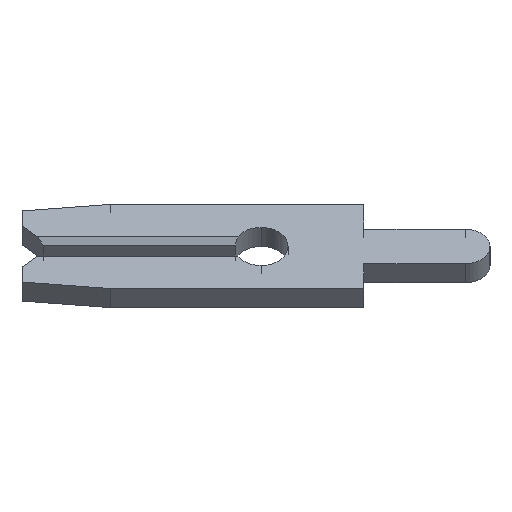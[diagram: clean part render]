
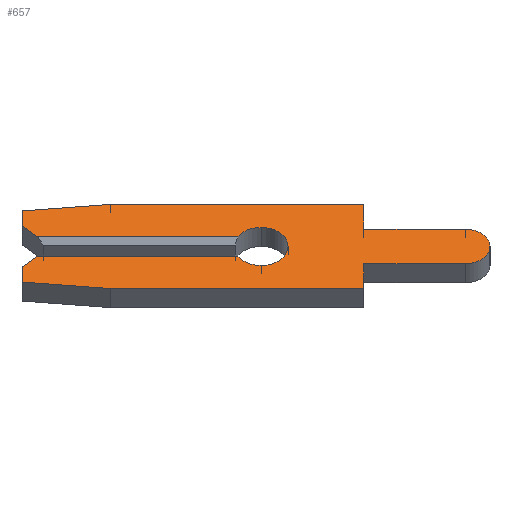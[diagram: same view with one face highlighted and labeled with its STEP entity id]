
A CAD part, left-side view. The second image highlights one B-rep face of the part: STEP entity #657.
In plain terms, the highlighted face is planar.
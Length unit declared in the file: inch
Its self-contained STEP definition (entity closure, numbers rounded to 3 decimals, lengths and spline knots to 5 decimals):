
#27 = DIRECTION ( 'NONE',  ( 1., 0., 0. ) ) ;
#33 = CARTESIAN_POINT ( 'NONE',  ( -0.013, 0., 0. ) ) ;
#34 = VECTOR ( 'NONE', #1321, 39.37008 ) ;
#39 = EDGE_CURVE ( 'NONE', #685, #1228, #485, .T. ) ;
#56 = VERTEX_POINT ( 'NONE', #1337 ) ;
#57 = VERTEX_POINT ( 'NONE', #834 ) ;
#78 = CARTESIAN_POINT ( 'NONE',  ( -0.013, 0.146, -0.0575 ) ) ;
#89 = VERTEX_POINT ( 'NONE', #823 ) ;
#105 = CARTESIAN_POINT ( 'NONE',  ( -0.013, -0.099, 0.0575 ) ) ;
#109 = CARTESIAN_POINT ( 'NONE',  ( -0.013, 0.02252, -0.013 ) ) ;
#118 = VERTEX_POINT ( 'NONE', #1218 ) ;
#138 = VECTOR ( 'NONE', #1384, 39.37008 ) ;
#139 = ORIENTED_EDGE ( 'NONE', *, *, #547, .F. ) ;
#143 = CARTESIAN_POINT ( 'NONE',  ( -0.013, -0.1975, -0.0235 ) ) ;
#148 = DIRECTION ( 'NONE',  ( 0., -1., 0. ) ) ;
#153 = DIRECTION ( 'NONE',  ( 0., -1., 0. ) ) ;
#159 = DIRECTION ( 'NONE',  ( 0., 0., -1. ) ) ;
#180 = ORIENTED_EDGE ( 'NONE', *, *, #1318, .F. ) ;
#187 = CIRCLE ( 'NONE', #307, 0.026 ) ;
#189 = LINE ( 'NONE', #1464, #865 ) ;
#196 = ORIENTED_EDGE ( 'NONE', *, *, #1009, .F. ) ;
#237 = VERTEX_POINT ( 'NONE', #491 ) ;
#247 = VERTEX_POINT ( 'NONE', #105 ) ;
#249 = LINE ( 'NONE', #897, #1449 ) ;
#252 = EDGE_CURVE ( 'NONE', #118, #1116, #575, .T. ) ;
#267 = VECTOR ( 'NONE', #159, 39.37008 ) ;
#270 = CARTESIAN_POINT ( 'NONE',  ( -0.013, 0.231, -0.04857 ) ) ;
#276 = DIRECTION ( 'NONE',  ( 0., 0.995, 0.105 ) ) ;
#300 = VERTEX_POINT ( 'NONE', #109 ) ;
#304 = LINE ( 'NONE', #270, #650 ) ;
#307 = AXIS2_PLACEMENT_3D ( 'NONE', #33, #1572, #1284 ) ;
#324 = ORIENTED_EDGE ( 'NONE', *, *, #39, .F. ) ;
#359 = EDGE_LOOP ( 'NONE', ( #391, #196, #1632, #920, #502, #1091, #324, #1276, #1036, #1158, #1071, #180, #469, #627, #1621, #139, #400, #1421 ) ) ;
#360 = EDGE_CURVE ( 'NONE', #300, #237, #1446, .T. ) ;
#364 = AXIS2_PLACEMENT_3D ( 'NONE', #374, #1132, #1000 ) ;
#374 = CARTESIAN_POINT ( 'NONE',  ( -0.013, -0.1975, 0. ) ) ;
#391 = ORIENTED_EDGE ( 'NONE', *, *, #1379, .T. ) ;
#394 = LINE ( 'NONE', #661, #267 ) ;
#400 = ORIENTED_EDGE ( 'NONE', *, *, #1092, .F. ) ;
#443 = EDGE_CURVE ( 'NONE', #57, #755, #1222, .T. ) ;
#461 = EDGE_CURVE ( 'NONE', #1629, #300, #249, .T. ) ;
#469 = ORIENTED_EDGE ( 'NONE', *, *, #443, .F. ) ;
#472 = LINE ( 'NONE', #756, #1487 ) ;
#485 = LINE ( 'NONE', #1605, #1026 ) ;
#486 = EDGE_CURVE ( 'NONE', #520, #118, #1073, .T. ) ;
#491 = CARTESIAN_POINT ( 'NONE',  ( -0.013, 0., -0.026 ) ) ;
#502 = ORIENTED_EDGE ( 'NONE', *, *, #461, .F. ) ;
#520 = VERTEX_POINT ( 'NONE', #143 ) ;
#525 = CARTESIAN_POINT ( 'NONE',  ( -0.013, 0., 0.026 ) ) ;
#535 = LINE ( 'NONE', #616, #620 ) ;
#537 = CARTESIAN_POINT ( 'NONE',  ( -0.013, -0.1975, 0.0235 ) ) ;
#547 = EDGE_CURVE ( 'NONE', #56, #1485, #472, .T. ) ;
#554 = EDGE_CURVE ( 'NONE', #1049, #685, #304, .T. ) ;
#563 = CARTESIAN_POINT ( 'NONE',  ( -0.013, 0., 0. ) ) ;
#569 = PLANE ( 'NONE',  #1038 ) ;
#575 = LINE ( 'NONE', #999, #138 ) ;
#584 = CIRCLE ( 'NONE', #364, 0.0235 ) ;
#616 = CARTESIAN_POINT ( 'NONE',  ( -0.013, 0.146, -0.0575 ) ) ;
#620 = VECTOR ( 'NONE', #1508, 39.37008 ) ;
#627 = ORIENTED_EDGE ( 'NONE', *, *, #804, .F. ) ;
#631 = VECTOR ( 'NONE', #153, 39.37008 ) ;
#632 = VECTOR ( 'NONE', #888, 39.37008 ) ;
#650 = VECTOR ( 'NONE', #276, 39.37008 ) ;
#657 = ADVANCED_FACE ( 'NONE', ( #972 ), #569, .F. ) ;
#661 = CARTESIAN_POINT ( 'NONE',  ( -0.013, -0.099, 0.0575 ) ) ;
#685 = VERTEX_POINT ( 'NONE', #1060 ) ;
#696 = DIRECTION ( 'NONE',  ( 0., 0., 1. ) ) ;
#711 = CARTESIAN_POINT ( 'NONE',  ( -0.013, 0.231, -0.028 ) ) ;
#720 = EDGE_CURVE ( 'NONE', #237, #859, #187, .T. ) ;
#723 = VERTEX_POINT ( 'NONE', #1417 ) ;
#730 = VECTOR ( 'NONE', #1549, 39.37008 ) ;
#741 = EDGE_CURVE ( 'NONE', #794, #89, #1404, .T. ) ;
#755 = VERTEX_POINT ( 'NONE', #537 ) ;
#756 = CARTESIAN_POINT ( 'NONE',  ( -0.013, 0.231, 0.04857 ) ) ;
#780 = CARTESIAN_POINT ( 'NONE',  ( -0.013, 0.216, 0.013 ) ) ;
#794 = VERTEX_POINT ( 'NONE', #780 ) ;
#804 = EDGE_CURVE ( 'NONE', #247, #57, #394, .T. ) ;
#823 = CARTESIAN_POINT ( 'NONE',  ( -0.013, 0.231, 0.028 ) ) ;
#828 = CARTESIAN_POINT ( 'NONE',  ( -0.013, -0.099, -0.0575 ) ) ;
#830 = DIRECTION ( 'NONE',  ( 0., 0., 1. ) ) ;
#834 = CARTESIAN_POINT ( 'NONE',  ( -0.013, -0.099, 0.0235 ) ) ;
#851 = DIRECTION ( 'NONE',  ( 0., 0., -1. ) ) ;
#859 = VERTEX_POINT ( 'NONE', #525 ) ;
#865 = VECTOR ( 'NONE', #696, 39.37008 ) ;
#884 = AXIS2_PLACEMENT_3D ( 'NONE', #1493, #1625, #851 ) ;
#886 = LINE ( 'NONE', #896, #1354 ) ;
#888 = DIRECTION ( 'NONE',  ( 0., 1., 0. ) ) ;
#893 = DIRECTION ( 'NONE',  ( 0., -0.995, 0.105 ) ) ;
#896 = CARTESIAN_POINT ( 'NONE',  ( -0.013, 0.2105, -0.0075 ) ) ;
#897 = CARTESIAN_POINT ( 'NONE',  ( -0.013, 0., -0.013 ) ) ;
#920 = ORIENTED_EDGE ( 'NONE', *, *, #360, .F. ) ;
#972 = FACE_OUTER_BOUND ( 'NONE', #359, .T. ) ;
#985 = EDGE_CURVE ( 'NONE', #1485, #247, #1570, .T. ) ;
#999 = CARTESIAN_POINT ( 'NONE',  ( -0.013, -0.099, -0.0575 ) ) ;
#1000 = DIRECTION ( 'NONE',  ( 0., 0., 1. ) ) ;
#1009 = EDGE_CURVE ( 'NONE', #859, #723, #1548, .T. ) ;
#1026 = VECTOR ( 'NONE', #830, 39.37008 ) ;
#1033 = CARTESIAN_POINT ( 'NONE',  ( -0.013, 0.146, 0.0575 ) ) ;
#1036 = ORIENTED_EDGE ( 'NONE', *, *, #1227, .F. ) ;
#1038 = AXIS2_PLACEMENT_3D ( 'NONE', #1309, #27, #1560 ) ;
#1046 = CARTESIAN_POINT ( 'NONE',  ( -0.013, 0.2105, 0.0075 ) ) ;
#1049 = VERTEX_POINT ( 'NONE', #78 ) ;
#1057 = LINE ( 'NONE', #1125, #1258 ) ;
#1060 = CARTESIAN_POINT ( 'NONE',  ( -0.013, 0.231, -0.04857 ) ) ;
#1071 = ORIENTED_EDGE ( 'NONE', *, *, #486, .F. ) ;
#1073 = LINE ( 'NONE', #1517, #632 ) ;
#1091 = ORIENTED_EDGE ( 'NONE', *, *, #1578, .F. ) ;
#1092 = EDGE_CURVE ( 'NONE', #89, #56, #189, .T. ) ;
#1116 = VERTEX_POINT ( 'NONE', #828 ) ;
#1120 = DIRECTION ( 'NONE',  ( 0., -1., 0. ) ) ;
#1125 = CARTESIAN_POINT ( 'NONE',  ( -0.013, 0.231, 0.013 ) ) ;
#1132 = DIRECTION ( 'NONE',  ( 1., 0., 0. ) ) ;
#1147 = CARTESIAN_POINT ( 'NONE',  ( -0.013, -0.099, 0.0235 ) ) ;
#1158 = ORIENTED_EDGE ( 'NONE', *, *, #252, .F. ) ;
#1208 = CARTESIAN_POINT ( 'NONE',  ( -0.013, 0.146, 0.0575 ) ) ;
#1218 = CARTESIAN_POINT ( 'NONE',  ( -0.013, -0.099, -0.0235 ) ) ;
#1222 = LINE ( 'NONE', #1147, #631 ) ;
#1227 = EDGE_CURVE ( 'NONE', #1116, #1049, #535, .T. ) ;
#1228 = VERTEX_POINT ( 'NONE', #711 ) ;
#1258 = VECTOR ( 'NONE', #1120, 39.37008 ) ;
#1276 = ORIENTED_EDGE ( 'NONE', *, *, #554, .F. ) ;
#1284 = DIRECTION ( 'NONE',  ( 0., 0., -1. ) ) ;
#1309 = CARTESIAN_POINT ( 'NONE',  ( -0.013, 0., 0. ) ) ;
#1318 = EDGE_CURVE ( 'NONE', #755, #520, #584, .T. ) ;
#1321 = DIRECTION ( 'NONE',  ( 0., -1., 0. ) ) ;
#1337 = CARTESIAN_POINT ( 'NONE',  ( -0.013, 0.231, 0.04857 ) ) ;
#1339 = DIRECTION ( 'NONE',  ( -1., 0., 0. ) ) ;
#1354 = VECTOR ( 'NONE', #1393, 39.37008 ) ;
#1379 = EDGE_CURVE ( 'NONE', #794, #723, #1057, .T. ) ;
#1384 = DIRECTION ( 'NONE',  ( 0., 0., -1. ) ) ;
#1393 = DIRECTION ( 'NONE',  ( 0., -0.707, 0.707 ) ) ;
#1395 = CARTESIAN_POINT ( 'NONE',  ( -0.013, 0.216, -0.013 ) ) ;
#1404 = LINE ( 'NONE', #1046, #730 ) ;
#1417 = CARTESIAN_POINT ( 'NONE',  ( -0.013, 0.02252, 0.013 ) ) ;
#1421 = ORIENTED_EDGE ( 'NONE', *, *, #741, .F. ) ;
#1446 = CIRCLE ( 'NONE', #884, 0.026 ) ;
#1449 = VECTOR ( 'NONE', #148, 39.37008 ) ;
#1464 = CARTESIAN_POINT ( 'NONE',  ( -0.013, 0.231, 0.028 ) ) ;
#1485 = VERTEX_POINT ( 'NONE', #1033 ) ;
#1487 = VECTOR ( 'NONE', #893, 39.37008 ) ;
#1493 = CARTESIAN_POINT ( 'NONE',  ( -0.013, 0., 0. ) ) ;
#1508 = DIRECTION ( 'NONE',  ( 0., 1., 0. ) ) ;
#1517 = CARTESIAN_POINT ( 'NONE',  ( -0.013, -0.099, -0.0235 ) ) ;
#1548 = CIRCLE ( 'NONE', #1633, 0.026 ) ;
#1549 = DIRECTION ( 'NONE',  ( 0., 0.707, 0.707 ) ) ;
#1560 = DIRECTION ( 'NONE',  ( 0., 0., -1. ) ) ;
#1570 = LINE ( 'NONE', #1208, #34 ) ;
#1572 = DIRECTION ( 'NONE',  ( -1., 0., 0. ) ) ;
#1576 = DIRECTION ( 'NONE',  ( 0., 0., -1. ) ) ;
#1578 = EDGE_CURVE ( 'NONE', #1228, #1629, #886, .T. ) ;
#1605 = CARTESIAN_POINT ( 'NONE',  ( -0.013, 0.231, -0.028 ) ) ;
#1621 = ORIENTED_EDGE ( 'NONE', *, *, #985, .F. ) ;
#1625 = DIRECTION ( 'NONE',  ( -1., 0., 0. ) ) ;
#1629 = VERTEX_POINT ( 'NONE', #1395 ) ;
#1632 = ORIENTED_EDGE ( 'NONE', *, *, #720, .F. ) ;
#1633 = AXIS2_PLACEMENT_3D ( 'NONE', #563, #1339, #1576 ) ;
